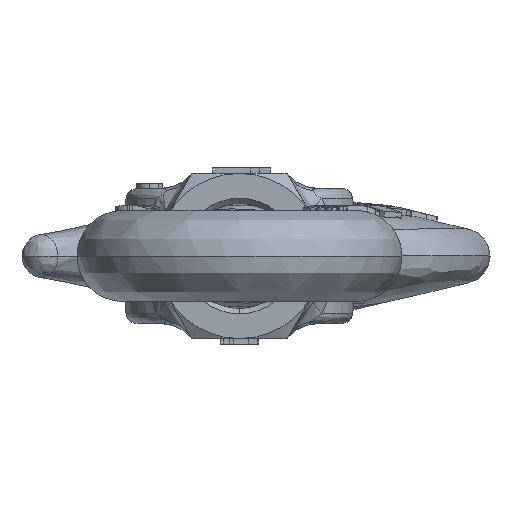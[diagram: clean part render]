
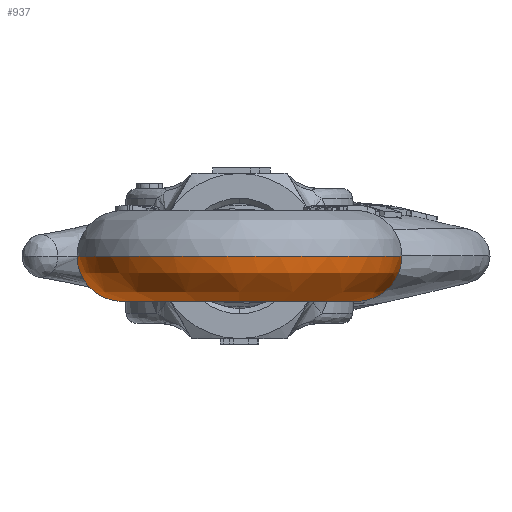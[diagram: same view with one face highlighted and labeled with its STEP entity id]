
A CAD part, left-side view. The second image highlights one B-rep face of the part: STEP entity #937.
In plain terms, the highlighted free-form (B-spline) face has degree [3, 3] with [4, 7] control points.
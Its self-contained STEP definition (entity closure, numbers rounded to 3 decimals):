
#937=ADVANCED_FACE('',(#2166),#2167,.T.);
#2166=FACE_OUTER_BOUND('',#13398,.T.);
#2167=(B_SPLINE_SURFACE(3,3,((#13400,#13401,#13402,#13403,#13404,#13405,#13406),(#13407,#13408,#13409,#13410,#13411,#13412,#13413),(#13414,#13415,#13416,#13417,#13418,#13419,#13420),(#13421,#13422,#13423,#13424,#13425,#13426,#13427)),.UNSPECIFIED.,.F.,.F.,.F.)B_SPLINE_SURFACE_WITH_KNOTS((4,4),(4,3,4),(0.0,1.0),(0.0,0.5,1.0),.UNSPECIFIED.)RATIONAL_B_SPLINE_SURFACE(((1.0,0.802,0.802,1.0,0.802,0.802,1.0),(0.333,0.267,0.267,0.333,0.267,0.267,0.333),(0.333,0.267,0.267,0.333,0.267,0.267,0.333),(1.0,0.802,0.802,1.0,0.802,0.802,1.0)))BOUNDED_SURFACE()REPRESENTATION_ITEM('')GEOMETRIC_REPRESENTATION_ITEM()SURFACE());
#13398=EDGE_LOOP('',(#19489,#19490,#19491,#19492));
#13400=CARTESIAN_POINT('',(-265.905,29.499,0.0));
#13401=CARTESIAN_POINT('',(-283.317,29.666,0.0));
#13402=CARTESIAN_POINT('',(-295.689,17.413,0.0));
#13403=CARTESIAN_POINT('',(-295.689,0.,0.0));
#13404=CARTESIAN_POINT('',(-295.689,-17.413,0.0));
#13405=CARTESIAN_POINT('',(-283.317,-29.666,0.0));
#13406=CARTESIAN_POINT('',(-265.905,-29.499,0.0));
#13407=CARTESIAN_POINT('',(-265.905,29.499,-16.5));
#13408=CARTESIAN_POINT('',(-283.317,29.666,-16.5));
#13409=CARTESIAN_POINT('',(-295.689,17.413,-16.5));
#13410=CARTESIAN_POINT('',(-295.689,0.,-16.5));
#13411=CARTESIAN_POINT('',(-295.689,-17.413,-16.5));
#13412=CARTESIAN_POINT('',(-283.317,-29.666,-16.5));
#13413=CARTESIAN_POINT('',(-265.905,-29.499,-16.5));
#13414=CARTESIAN_POINT('',(-266.064,12.999,-16.5));
#13415=CARTESIAN_POINT('',(-273.737,13.073,-16.5));
#13416=CARTESIAN_POINT('',(-279.189,7.673,-16.5));
#13417=CARTESIAN_POINT('',(-279.189,0.,-16.5));
#13418=CARTESIAN_POINT('',(-279.189,-7.673,-16.5));
#13419=CARTESIAN_POINT('',(-273.737,-13.073,-16.5));
#13420=CARTESIAN_POINT('',(-266.064,-12.999,-16.5));
#13421=CARTESIAN_POINT('',(-266.064,12.999,0.));
#13422=CARTESIAN_POINT('',(-273.737,13.073,0.));
#13423=CARTESIAN_POINT('',(-279.189,7.673,0.));
#13424=CARTESIAN_POINT('',(-279.189,0.,0.));
#13425=CARTESIAN_POINT('',(-279.189,-7.673,0.));
#13426=CARTESIAN_POINT('',(-273.737,-13.073,0.));
#13427=CARTESIAN_POINT('',(-266.064,-12.999,0.));
#19489=ORIENTED_EDGE('',*,*,#21886,.F.);
#19490=ORIENTED_EDGE('',*,*,#21887,.T.);
#19491=ORIENTED_EDGE('',*,*,#21888,.F.);
#19492=ORIENTED_EDGE('',*,*,#21889,.F.);
#21886=EDGE_CURVE('',#24514,#24513,#24599,.T.);
#21887=EDGE_CURVE('',#24514,#24364,#24600,.T.);
#21888=EDGE_CURVE('',#24366,#24364,#24601,.T.);
#21889=EDGE_CURVE('',#24513,#24366,#24602,.T.);
#24364=VERTEX_POINT('',#34404);
#24366=VERTEX_POINT('',#34406);
#24513=VERTEX_POINT('',#35131);
#24514=VERTEX_POINT('',#35132);
#24599=CIRCLE('',#35449,8.25);
#24600=CIRCLE('',#35450,13.0);
#24601=CIRCLE('',#35451,8.25);
#24602=CIRCLE('',#35452,29.5);
#34404=CARTESIAN_POINT('',(-266.064,-12.999,0.));
#34406=CARTESIAN_POINT('',(-265.905,-29.499,0.0));
#35131=CARTESIAN_POINT('',(-265.905,29.499,0.0));
#35132=CARTESIAN_POINT('',(-266.064,12.999,0.));
#35449=AXIS2_PLACEMENT_3D('',#38502,#38503,#38504);
#35450=AXIS2_PLACEMENT_3D('',#38505,#38506,#38507);
#35451=AXIS2_PLACEMENT_3D('',#38508,#38509,#38510);
#35452=AXIS2_PLACEMENT_3D('',#38511,#38512,#38513);
#38502=CARTESIAN_POINT('',(-265.985,21.249,0.0));
#38503=DIRECTION('',(1.,-0.01,0.0));
#38504=DIRECTION('',(0.01,1.,0.0));
#38505=CARTESIAN_POINT('',(-266.189,0.0,0.));
#38506=DIRECTION('',(0.0,0.0,1.0));
#38507=DIRECTION('',(1.0,0.0,0.0));
#38508=CARTESIAN_POINT('',(-265.985,-21.249,0.0));
#38509=DIRECTION('',(1.,0.01,0.0));
#38510=DIRECTION('',(0.01,-1.,0.0));
#38511=CARTESIAN_POINT('',(-266.189,0.0,0.0));
#38512=DIRECTION('',(0.0,0.0,1.0));
#38513=DIRECTION('',(1.0,0.0,0.0));
